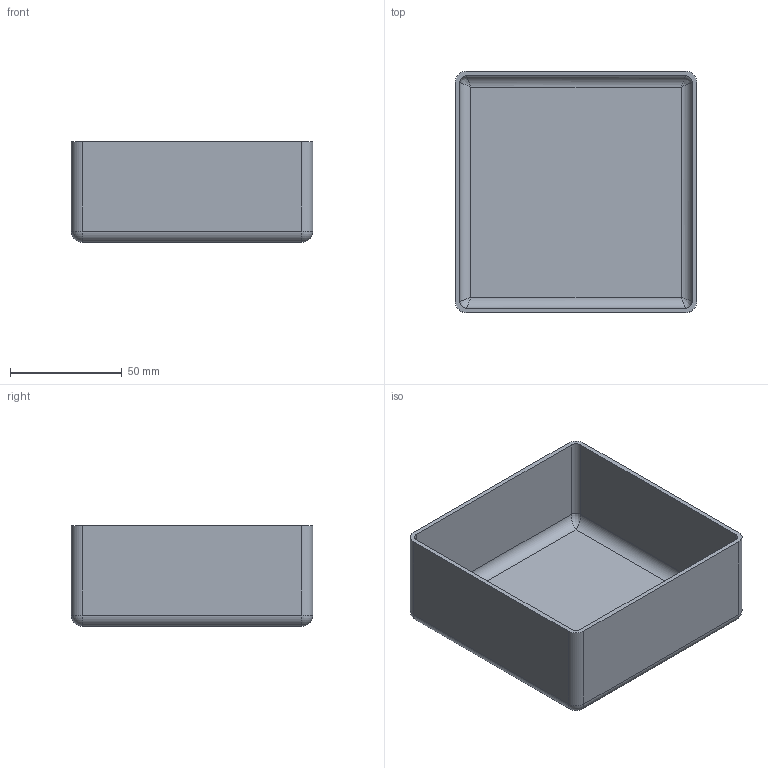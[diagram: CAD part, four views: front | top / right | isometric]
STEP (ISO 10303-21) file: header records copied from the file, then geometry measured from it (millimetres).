
FILE_DESCRIPTION(/* description */ ('für Schubfachbehälter'),/* implementation_level */ '2;1');
FILE_NAME(/* name */ 'leer-00_Einsatzbox blau 108x108x45 mm.step',/* time_stamp */ '2024-10-25T08:12:54+02:00',/* author */ ('MuellerJ'),/* organization */ ('MiniTec GmbH & Co.KG'),/* preprocessor_version */ 'ST-DEVELOPER v19.2',/* originating_system */ 'Autodesk Inventor 2023',/* authorisation */ '');
FILE_SCHEMA (('CONFIG_CONTROL_DESIGN'));
Length unit declared in the file: millimetre
Products named in the file (1): MTW_1-00282008
Bounding box: 108 x 108 x 45 mm (x, y, z)
Volume: 59095.4 mm3; surface area: 58190.1 mm2
Topology: 1 solids, 1 shells, 35 faces, 80 edges, 40 vertices
Faces by surface type: cylinder 16, plane 11, bspline 4, sphere 4
Entity records: 1093 total; most frequent: CARTESIAN_POINT 304, DIRECTION 168, ORIENTED_EDGE 144, EDGE_CURVE 72, AXIS2_PLACEMENT_3D 64, LINE 40, VECTOR 40, VERTEX_POINT 40
